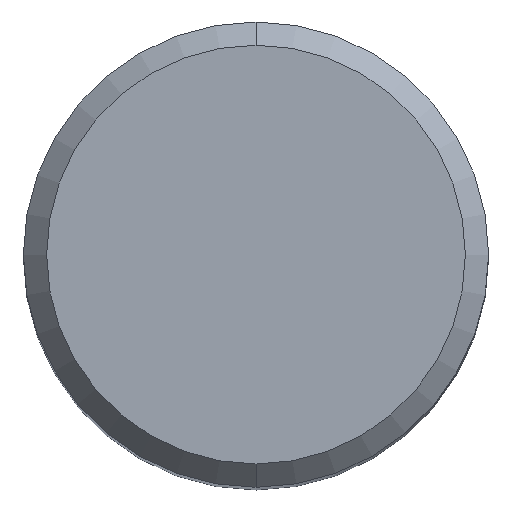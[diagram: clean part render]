
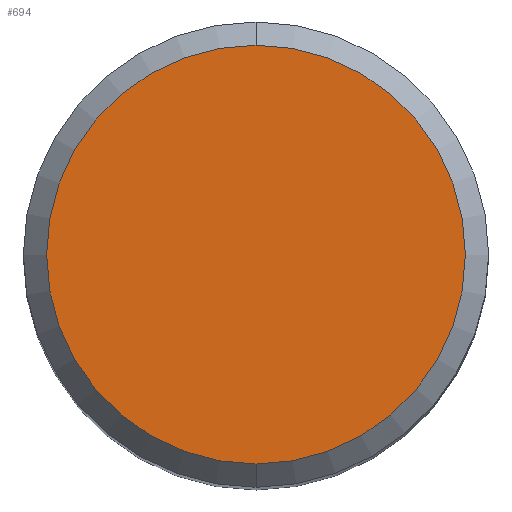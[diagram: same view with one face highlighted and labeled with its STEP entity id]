
A CAD part, top view. The second image highlights one B-rep face of the part: STEP entity #694.
In plain terms, the highlighted planar face has unit normal (0, 0, 1).
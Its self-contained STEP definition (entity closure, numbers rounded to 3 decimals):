
#322=EDGE_CURVE('',#760,#544,#889,.T.);
#544=VERTEX_POINT('',#1132);
#694=ADVANCED_FACE('',(#1296),#1297,.T.);
#760=VERTEX_POINT('',#1367);
#818=EDGE_CURVE('',#544,#760,#1431,.T.);
#889=CIRCLE('',#1599,9.0);
#1132=CARTESIAN_POINT('',(0.,-9.0,0.0));
#1296=FACE_OUTER_BOUND('',#7006,.T.);
#1297=PLANE('',#7007);
#1367=CARTESIAN_POINT('',(0.0,9.0,0.0));
#1431=CIRCLE('',#7578,9.0);
#1599=AXIS2_PLACEMENT_3D('',#7778,#7779,#7780);
#7006=EDGE_LOOP('',(#8184,#8185));
#7007=AXIS2_PLACEMENT_3D('',#8186,#8187,#8188);
#7578=AXIS2_PLACEMENT_3D('',#8335,#8336,#8337);
#7778=CARTESIAN_POINT('',(0.0,0.0,0.0));
#7779=DIRECTION('',(0.0,0.0,-1.0));
#7780=DIRECTION('',(0.0,1.0,0.0));
#8184=ORIENTED_EDGE('',*,*,#322,.F.);
#8185=ORIENTED_EDGE('',*,*,#818,.F.);
#8186=CARTESIAN_POINT('',(0.0,4.5,0.0));
#8187=DIRECTION('',(-0.0,0.0,1.0));
#8188=DIRECTION('',(0.0,-1.0,0.0));
#8335=CARTESIAN_POINT('',(0.0,0.0,0.0));
#8336=DIRECTION('',(0.0,0.0,-1.0));
#8337=DIRECTION('',(0.0,1.0,0.0));
